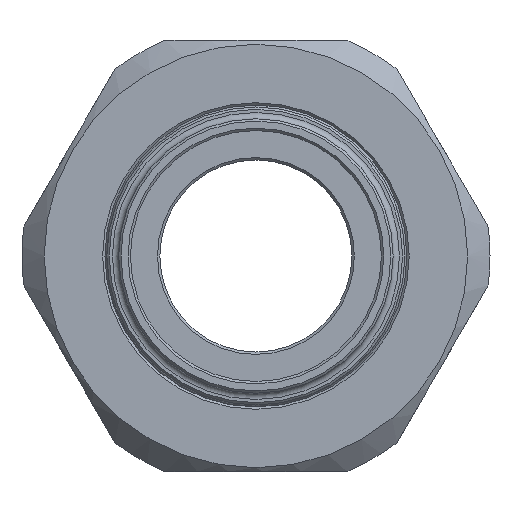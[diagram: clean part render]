
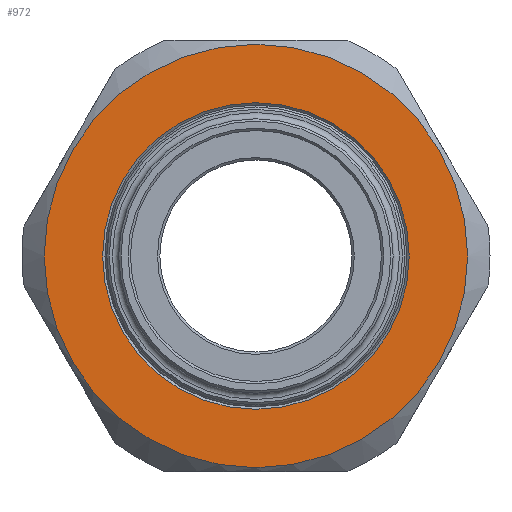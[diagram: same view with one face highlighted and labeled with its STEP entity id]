
A CAD part, left-side view. The second image highlights one B-rep face of the part: STEP entity #972.
In plain terms, the highlighted planar face has unit normal (-1, 0, 0).
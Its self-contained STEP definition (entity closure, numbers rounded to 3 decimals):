
#38=FACE_BOUND('',#189,.T.);
#93=PLANE('',#1130);
#127=FACE_OUTER_BOUND('',#188,.T.);
#188=EDGE_LOOP('',(#750));
#189=EDGE_LOOP('',(#751));
#347=CIRCLE('',#1110,27.);
#357=CIRCLE('',#1129,19.55);
#439=VERTEX_POINT('',#1676);
#448=VERTEX_POINT('',#1711);
#547=EDGE_CURVE('',#439,#439,#347,.T.);
#561=EDGE_CURVE('',#448,#448,#357,.T.);
#750=ORIENTED_EDGE('',*,*,#547,.T.);
#751=ORIENTED_EDGE('',*,*,#561,.F.);
#972=ADVANCED_FACE('',(#127,#38),#93,.T.);
#1110=AXIS2_PLACEMENT_3D('',#1678,#1299,#1300);
#1129=AXIS2_PLACEMENT_3D('',#1712,#1340,#1341);
#1130=AXIS2_PLACEMENT_3D('',#1714,#1343,#1344);
#1299=DIRECTION('center_axis',(-1.,0.,0.));
#1300=DIRECTION('ref_axis',(0.,1.,0.));
#1340=DIRECTION('center_axis',(-1.,0.,0.));
#1341=DIRECTION('ref_axis',(0.,0.,-1.));
#1343=DIRECTION('center_axis',(-1.,0.,0.));
#1344=DIRECTION('ref_axis',(0.,0.,1.));
#1676=CARTESIAN_POINT('',(-21.,-27.,0.));
#1678=CARTESIAN_POINT('Origin',(-21.,0.,0.));
#1711=CARTESIAN_POINT('',(-21.,0.,19.55));
#1712=CARTESIAN_POINT('Origin',(-21.,0.,0.));
#1714=CARTESIAN_POINT('Origin',(-21.,0.,0.));
